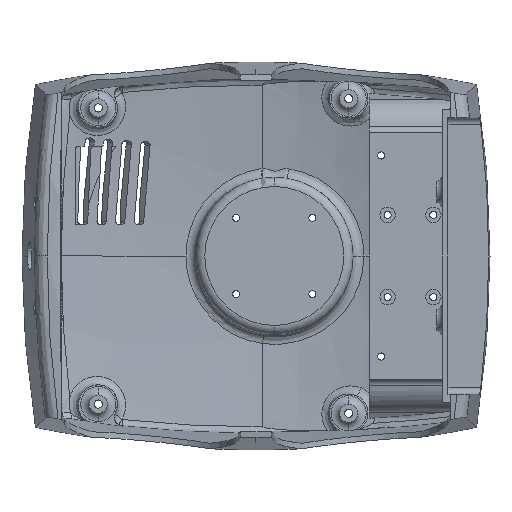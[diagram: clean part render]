
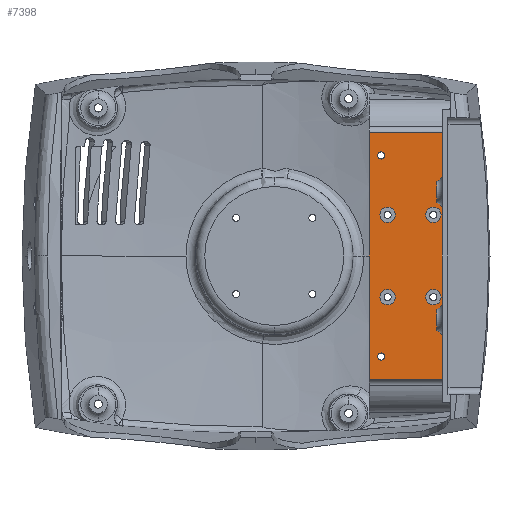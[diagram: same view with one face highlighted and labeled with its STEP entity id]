
A CAD part, front view. The second image highlights one B-rep face of the part: STEP entity #7398.
In plain terms, the highlighted planar face has unit normal (0, -1, 0).
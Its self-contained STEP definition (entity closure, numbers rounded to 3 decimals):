
#27 = CIRCLE ( 'NONE', #13584, 4.2 ) ;
#68 = EDGE_CURVE ( 'NONE', #15967, #17752, #17352, .T. ) ;
#267 = CARTESIAN_POINT ( 'NONE',  ( 68.5, 1., 55. ) ) ;
#361 = DIRECTION ( 'NONE',  ( 0., 1., 0. ) ) ;
#731 = VECTOR ( 'NONE', #4363, 1000. ) ;
#1022 = EDGE_CURVE ( 'NONE', #3925, #12348, #16462, .T. ) ;
#1049 = CIRCLE ( 'NONE', #9870, 4.2 ) ;
#1055 = CARTESIAN_POINT ( 'NONE',  ( 72., 1., 22.5 ) ) ;
#1257 = CARTESIAN_POINT ( 'NONE',  ( 97., 1., -22.5 ) ) ;
#1438 = ORIENTED_EDGE ( 'NONE', *, *, #10849, .T. ) ;
#1718 = DIRECTION ( 'NONE',  ( 0., 1., 0. ) ) ;
#1964 = EDGE_CURVE ( 'NONE', #17752, #15967, #17502, .T. ) ;
#2013 = CARTESIAN_POINT ( 'NONE',  ( 97., 1., -22.5 ) ) ;
#2048 = EDGE_LOOP ( 'NONE', ( #15205, #17197, #13515, #10736 ) ) ;
#2084 = DIRECTION ( 'NONE',  ( -1., 0., 0. ) ) ;
#2870 = DIRECTION ( 'NONE',  ( 0., 0., -1. ) ) ;
#2888 = CARTESIAN_POINT ( 'NONE',  ( 102., 1., 67.5 ) ) ;
#2889 = VERTEX_POINT ( 'NONE', #8968 ) ;
#2904 = DIRECTION ( 'NONE',  ( 0., 0., 1. ) ) ;
#2938 = CARTESIAN_POINT ( 'NONE',  ( 68.5, 1., 53.05 ) ) ;
#3066 = EDGE_CURVE ( 'NONE', #16172, #15706, #4487, .T. ) ;
#3140 = ORIENTED_EDGE ( 'NONE', *, *, #16696, .F. ) ;
#3314 = ORIENTED_EDGE ( 'NONE', *, *, #13619, .T. ) ;
#3448 = ORIENTED_EDGE ( 'NONE', *, *, #4020, .F. ) ;
#3452 = PLANE ( 'NONE',  #5314 ) ;
#3566 = CARTESIAN_POINT ( 'NONE',  ( 62., 1., -67.5 ) ) ;
#3925 = VERTEX_POINT ( 'NONE', #9333 ) ;
#4020 = EDGE_CURVE ( 'NONE', #15706, #16172, #5488, .T. ) ;
#4048 = CARTESIAN_POINT ( 'NONE',  ( 97., 1., 18.3 ) ) ;
#4325 = ORIENTED_EDGE ( 'NONE', *, *, #9170, .F. ) ;
#4363 = DIRECTION ( 'NONE',  ( 1., 0., 0. ) ) ;
#4482 = EDGE_CURVE ( 'NONE', #16467, #15034, #20304, .T. ) ;
#4487 = CIRCLE ( 'NONE', #7874, 4.2 ) ;
#4627 = VERTEX_POINT ( 'NONE', #2888 ) ;
#4800 = CARTESIAN_POINT ( 'NONE',  ( 72., 1., 26.7 ) ) ;
#4846 = ORIENTED_EDGE ( 'NONE', *, *, #5216, .F. ) ;
#4883 = DIRECTION ( 'NONE',  ( 0., -1., 0. ) ) ;
#5017 = EDGE_CURVE ( 'NONE', #15034, #18812, #5403, .T. ) ;
#5216 = EDGE_CURVE ( 'NONE', #12348, #3925, #10691, .T. ) ;
#5314 = AXIS2_PLACEMENT_3D ( 'NONE', #16394, #361, #11419 ) ;
#5403 = LINE ( 'NONE', #13567, #8997 ) ;
#5454 = ORIENTED_EDGE ( 'NONE', *, *, #11267, .F. ) ;
#5488 = CIRCLE ( 'NONE', #17346, 4.2 ) ;
#5619 = CARTESIAN_POINT ( 'NONE',  ( 68.5, 1., 56.95 ) ) ;
#6124 = ORIENTED_EDGE ( 'NONE', *, *, #3066, .F. ) ;
#6182 = VERTEX_POINT ( 'NONE', #9948 ) ;
#6886 = DIRECTION ( 'NONE',  ( 0., -1., 0. ) ) ;
#7078 = CARTESIAN_POINT ( 'NONE',  ( 68.5, 1., -55. ) ) ;
#7217 = DIRECTION ( 'NONE',  ( 0., 0., -1. ) ) ;
#7341 = LINE ( 'NONE', #12323, #731 ) ;
#7398 = ADVANCED_FACE ( 'NONE', ( #14501, #19380, #19485, #14910, #18095, #9921, #8018 ), #3452, .F. ) ;
#7524 = DIRECTION ( 'NONE',  ( 0., -1., 0. ) ) ;
#7790 = EDGE_LOOP ( 'NONE', ( #3448, #6124 ) ) ;
#7794 = CARTESIAN_POINT ( 'NONE',  ( 97., 1., -26.7 ) ) ;
#7874 = AXIS2_PLACEMENT_3D ( 'NONE', #15970, #16189, #19372 ) ;
#7882 = CARTESIAN_POINT ( 'NONE',  ( 68.5, 1., 55. ) ) ;
#8018 = FACE_OUTER_BOUND ( 'NONE', #2048, .T. ) ;
#8470 = CARTESIAN_POINT ( 'NONE',  ( 72., 1., -22.5 ) ) ;
#8602 = VERTEX_POINT ( 'NONE', #4048 ) ;
#8676 = AXIS2_PLACEMENT_3D ( 'NONE', #267, #19597, #11633 ) ;
#8768 = EDGE_CURVE ( 'NONE', #6182, #8602, #27, .T. ) ;
#8968 = CARTESIAN_POINT ( 'NONE',  ( 68.5, 1., -56.95 ) ) ;
#8997 = VECTOR ( 'NONE', #11873, 1000. ) ;
#9170 = EDGE_CURVE ( 'NONE', #18923, #17746, #1049, .T. ) ;
#9333 = CARTESIAN_POINT ( 'NONE',  ( 72., 1., -26.7 ) ) ;
#9400 = ORIENTED_EDGE ( 'NONE', *, *, #8768, .F. ) ;
#9576 = ORIENTED_EDGE ( 'NONE', *, *, #1964, .T. ) ;
#9747 = CARTESIAN_POINT ( 'NONE',  ( 97., 1., 22.5 ) ) ;
#9870 = AXIS2_PLACEMENT_3D ( 'NONE', #1257, #13782, #13888 ) ;
#9910 = ORIENTED_EDGE ( 'NONE', *, *, #1022, .F. ) ;
#9921 = FACE_BOUND ( 'NONE', #15917, .T. ) ;
#9948 = CARTESIAN_POINT ( 'NONE',  ( 97., 1., 26.7 ) ) ;
#10042 = EDGE_LOOP ( 'NONE', ( #9910, #4846 ) ) ;
#10142 = VECTOR ( 'NONE', #10957, 1000. ) ;
#10360 = DIRECTION ( 'NONE',  ( 0., 1., 0. ) ) ;
#10366 = EDGE_CURVE ( 'NONE', #18812, #4627, #7341, .T. ) ;
#10534 = CARTESIAN_POINT ( 'NONE',  ( 62., 1., -67.5 ) ) ;
#10691 = CIRCLE ( 'NONE', #20203, 4.2 ) ;
#10736 = ORIENTED_EDGE ( 'NONE', *, *, #4482, .F. ) ;
#10849 = EDGE_CURVE ( 'NONE', #2889, #17163, #12250, .T. ) ;
#10957 = DIRECTION ( 'NONE',  ( 0., 0., 1. ) ) ;
#11267 = EDGE_CURVE ( 'NONE', #17746, #18923, #17002, .T. ) ;
#11299 = AXIS2_PLACEMENT_3D ( 'NONE', #9747, #4883, #11346 ) ;
#11346 = DIRECTION ( 'NONE',  ( 0., 0., -1. ) ) ;
#11419 = DIRECTION ( 'NONE',  ( 0., 0., 1. ) ) ;
#11592 = VECTOR ( 'NONE', #2084, 1000. ) ;
#11633 = DIRECTION ( 'NONE',  ( 0., 0., 1. ) ) ;
#11873 = DIRECTION ( 'NONE',  ( 0., 0., 1. ) ) ;
#12250 = CIRCLE ( 'NONE', #17688, 1.95 ) ;
#12323 = CARTESIAN_POINT ( 'NONE',  ( 62., 1., 67.5 ) ) ;
#12348 = VERTEX_POINT ( 'NONE', #12624 ) ;
#12624 = CARTESIAN_POINT ( 'NONE',  ( 72., 1., -18.3 ) ) ;
#13106 = EDGE_LOOP ( 'NONE', ( #4325, #5454 ) ) ;
#13515 = ORIENTED_EDGE ( 'NONE', *, *, #5017, .F. ) ;
#13567 = CARTESIAN_POINT ( 'NONE',  ( 62., 1., -67.5 ) ) ;
#13584 = AXIS2_PLACEMENT_3D ( 'NONE', #17095, #15608, #2870 ) ;
#13619 = EDGE_CURVE ( 'NONE', #17163, #2889, #20592, .T. ) ;
#13782 = DIRECTION ( 'NONE',  ( 0., -1., 0. ) ) ;
#13888 = DIRECTION ( 'NONE',  ( 0., 0., -1. ) ) ;
#14007 = DIRECTION ( 'NONE',  ( 0., 0., -1. ) ) ;
#14089 = AXIS2_PLACEMENT_3D ( 'NONE', #16062, #20953, #20071 ) ;
#14161 = AXIS2_PLACEMENT_3D ( 'NONE', #7078, #10360, #15143 ) ;
#14462 = LINE ( 'NONE', #20942, #10142 ) ;
#14501 = FACE_BOUND ( 'NONE', #7790, .T. ) ;
#14574 = DIRECTION ( 'NONE',  ( 0., 0., 1. ) ) ;
#14689 = CIRCLE ( 'NONE', #11299, 4.2 ) ;
#14910 = FACE_BOUND ( 'NONE', #19383, .T. ) ;
#15034 = VERTEX_POINT ( 'NONE', #3566 ) ;
#15143 = DIRECTION ( 'NONE',  ( 0., 0., 1. ) ) ;
#15205 = ORIENTED_EDGE ( 'NONE', *, *, #19745, .T. ) ;
#15608 = DIRECTION ( 'NONE',  ( 0., -1., 0. ) ) ;
#15706 = VERTEX_POINT ( 'NONE', #17740 ) ;
#15917 = EDGE_LOOP ( 'NONE', ( #3314, #1438 ) ) ;
#15967 = VERTEX_POINT ( 'NONE', #5619 ) ;
#15970 = CARTESIAN_POINT ( 'NONE',  ( 72., 1., 22.5 ) ) ;
#16062 = CARTESIAN_POINT ( 'NONE',  ( 72., 1., -22.5 ) ) ;
#16172 = VERTEX_POINT ( 'NONE', #4800 ) ;
#16189 = DIRECTION ( 'NONE',  ( 0., -1., 0. ) ) ;
#16394 = CARTESIAN_POINT ( 'NONE',  ( 0., 1., 0. ) ) ;
#16462 = CIRCLE ( 'NONE', #14089, 4.2 ) ;
#16467 = VERTEX_POINT ( 'NONE', #16759 ) ;
#16696 = EDGE_CURVE ( 'NONE', #8602, #6182, #14689, .T. ) ;
#16759 = CARTESIAN_POINT ( 'NONE',  ( 102., 1., -67.5 ) ) ;
#16983 = AXIS2_PLACEMENT_3D ( 'NONE', #2013, #19748, #7217 ) ;
#17002 = CIRCLE ( 'NONE', #16983, 4.2 ) ;
#17091 = ORIENTED_EDGE ( 'NONE', *, *, #68, .T. ) ;
#17095 = CARTESIAN_POINT ( 'NONE',  ( 97., 1., 22.5 ) ) ;
#17163 = VERTEX_POINT ( 'NONE', #20717 ) ;
#17197 = ORIENTED_EDGE ( 'NONE', *, *, #10366, .F. ) ;
#17266 = CARTESIAN_POINT ( 'NONE',  ( 97., 1., -18.3 ) ) ;
#17346 = AXIS2_PLACEMENT_3D ( 'NONE', #1055, #7524, #14007 ) ;
#17352 = CIRCLE ( 'NONE', #19730, 1.95 ) ;
#17450 = DIRECTION ( 'NONE',  ( 0., 1., 0. ) ) ;
#17502 = CIRCLE ( 'NONE', #8676, 1.95 ) ;
#17617 = EDGE_LOOP ( 'NONE', ( #17091, #9576 ) ) ;
#17688 = AXIS2_PLACEMENT_3D ( 'NONE', #20745, #17450, #2904 ) ;
#17740 = CARTESIAN_POINT ( 'NONE',  ( 72., 1., 18.3 ) ) ;
#17746 = VERTEX_POINT ( 'NONE', #17266 ) ;
#17752 = VERTEX_POINT ( 'NONE', #2938 ) ;
#18095 = FACE_BOUND ( 'NONE', #17617, .T. ) ;
#18426 = CARTESIAN_POINT ( 'NONE',  ( 62., 1., 67.5 ) ) ;
#18812 = VERTEX_POINT ( 'NONE', #18426 ) ;
#18923 = VERTEX_POINT ( 'NONE', #7794 ) ;
#19372 = DIRECTION ( 'NONE',  ( 0., 0., -1. ) ) ;
#19380 = FACE_BOUND ( 'NONE', #13106, .T. ) ;
#19383 = EDGE_LOOP ( 'NONE', ( #3140, #9400 ) ) ;
#19485 = FACE_BOUND ( 'NONE', #10042, .T. ) ;
#19597 = DIRECTION ( 'NONE',  ( 0., 1., 0. ) ) ;
#19730 = AXIS2_PLACEMENT_3D ( 'NONE', #7882, #1718, #14574 ) ;
#19745 = EDGE_CURVE ( 'NONE', #16467, #4627, #14462, .T. ) ;
#19748 = DIRECTION ( 'NONE',  ( 0., -1., 0. ) ) ;
#19836 = DIRECTION ( 'NONE',  ( 0., 0., -1. ) ) ;
#20071 = DIRECTION ( 'NONE',  ( 0., 0., -1. ) ) ;
#20203 = AXIS2_PLACEMENT_3D ( 'NONE', #8470, #6886, #19836 ) ;
#20304 = LINE ( 'NONE', #10534, #11592 ) ;
#20592 = CIRCLE ( 'NONE', #14161, 1.95 ) ;
#20717 = CARTESIAN_POINT ( 'NONE',  ( 68.5, 1., -53.05 ) ) ;
#20745 = CARTESIAN_POINT ( 'NONE',  ( 68.5, 1., -55. ) ) ;
#20942 = CARTESIAN_POINT ( 'NONE',  ( 102., 1., 0. ) ) ;
#20953 = DIRECTION ( 'NONE',  ( 0., -1., 0. ) ) ;
